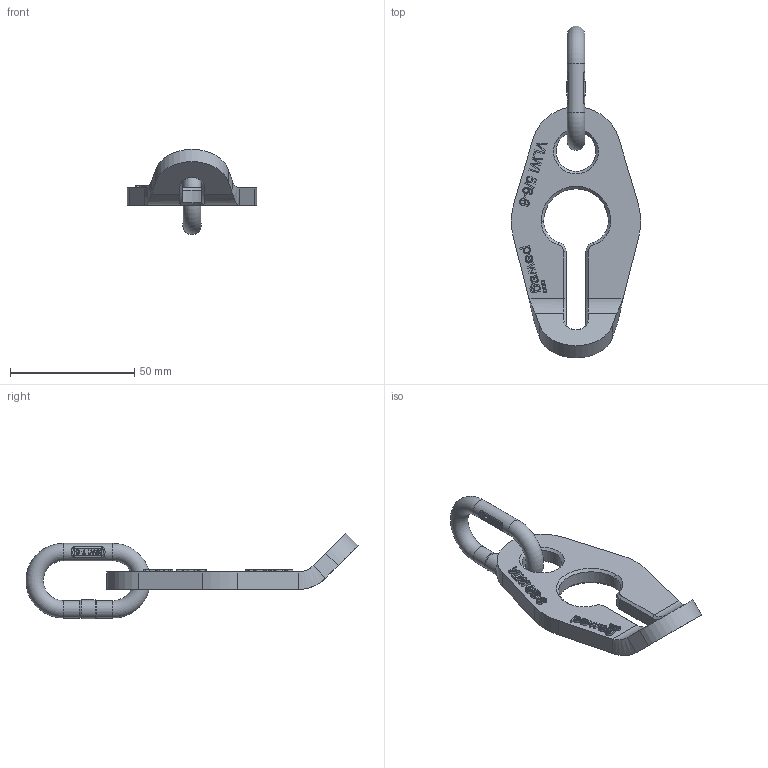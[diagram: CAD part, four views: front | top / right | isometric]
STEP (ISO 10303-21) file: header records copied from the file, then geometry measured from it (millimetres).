
FILE_DESCRIPTION(/* description */ (''),/* implementation_level */ '2;1');
FILE_NAME(/* name */ 'VLWI_5_6-6_Kundenmodell.stp',/* time_stamp */ '2015-10-22T09:26:32+02:00',/* author */ (''),/* organization */ (''),/* preprocessor_version */ 'ST-DEVELOPER v15',/* originating_system */ 'SIEMENS PLM Software NX 9.0',/* authorisation */ '');
FILE_SCHEMA (('AUTOMOTIVE_DESIGN { 1 0 10303 214 3 1 1 1 }'));
Length unit declared in the file: millimetre
Products named in the file (1): ZER141C990Alz6q
Bounding box: 51.99 x 133.49 x 34.3 mm (x, y, z)
Volume: 25337.3 mm3; surface area: 11775.8 mm2
Topology: 2 solids, 2 shells, 282 faces, 689 edges, 444 vertices
Faces by surface type: plane 146, extrusion 81, cylinder 27, cone 20, bspline 6, torus 2
Full cylindrical faces by diameter (mm): 7 x3, 7.525 x1, 16 x1
Entity records: 10451 total; most frequent: CARTESIAN_POINT 4462, ORIENTED_EDGE 1342, DIRECTION 885, EDGE_CURVE 671, VERTEX_POINT 440, B_SPLINE_CURVE_WITH_KNOTS 404, VECTOR 365, EDGE_LOOP 335
